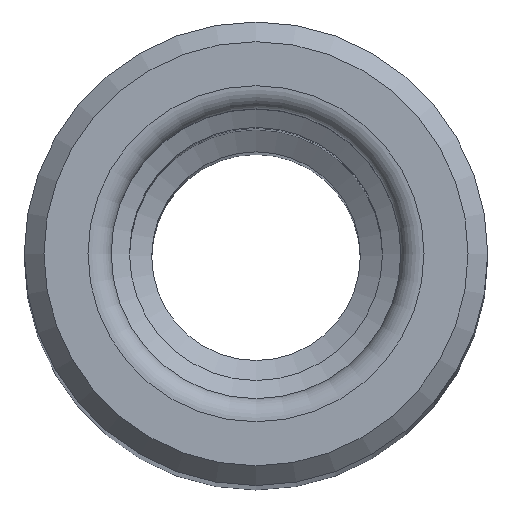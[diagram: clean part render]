
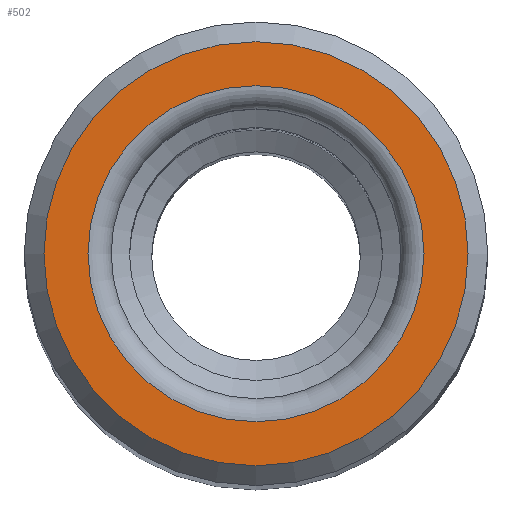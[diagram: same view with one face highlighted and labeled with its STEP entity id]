
A CAD part, top view. The second image highlights one B-rep face of the part: STEP entity #502.
In plain terms, the highlighted planar face has unit normal (0, 0, 1).
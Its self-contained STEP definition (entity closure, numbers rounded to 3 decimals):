
#24=PLANE('',#540);
#45=ORIENTED_EDGE('',*,*,#100,.F.);
#46=ORIENTED_EDGE('',*,*,#101,.T.);
#100=EDGE_CURVE('',#128,#128,#156,.T.);
#101=EDGE_CURVE('',#129,#129,#157,.F.);
#128=VERTEX_POINT('',#718);
#129=VERTEX_POINT('',#720);
#156=CIRCLE('',#541,7.25);
#157=CIRCLE('',#542,9.15);
#185=EDGE_LOOP('',(#45));
#186=EDGE_LOOP('',(#46));
#241=FACE_BOUND('',#185,.T.);
#242=FACE_BOUND('',#186,.T.);
#502=ADVANCED_FACE('',(#241,#242),#24,.F.);
#540=AXIS2_PLACEMENT_3D('',#716,#606,#607);
#541=AXIS2_PLACEMENT_3D('',#717,#608,#609);
#542=AXIS2_PLACEMENT_3D('',#719,#610,#611);
#606=DIRECTION('',(0.,0.,-1.));
#607=DIRECTION('',(-1.,0.,0.));
#608=DIRECTION('',(0.,0.,1.));
#609=DIRECTION('',(1.,0.,0.));
#610=DIRECTION('',(0.,0.,-1.));
#611=DIRECTION('',(-1.,0.,0.));
#716=CARTESIAN_POINT('',(10.,0.,170.));
#717=CARTESIAN_POINT('',(0.,0.,170.));
#718=CARTESIAN_POINT('',(7.25,0.,170.));
#719=CARTESIAN_POINT('',(0.,0.,170.));
#720=CARTESIAN_POINT('',(-9.15,0.,170.));
